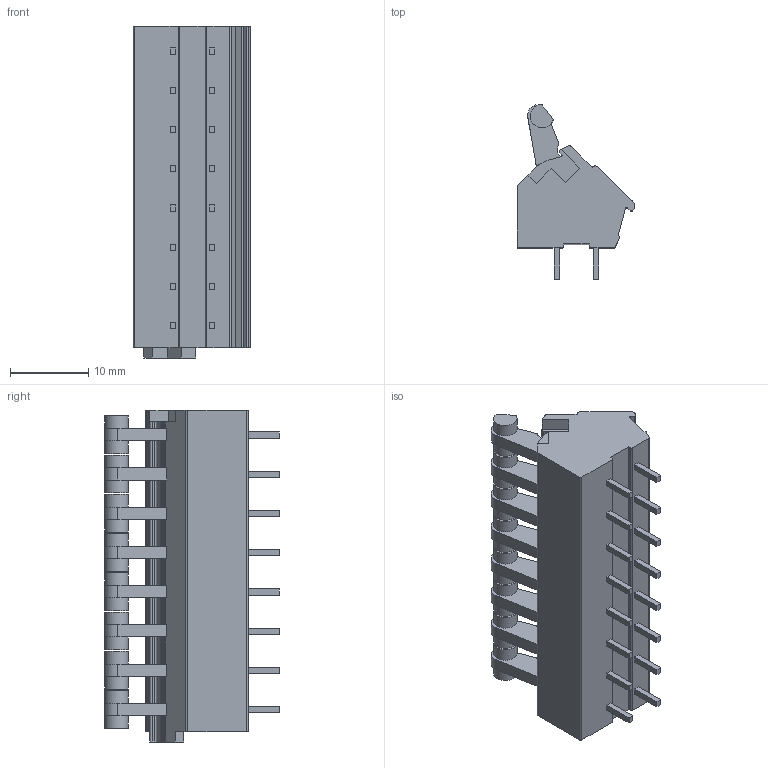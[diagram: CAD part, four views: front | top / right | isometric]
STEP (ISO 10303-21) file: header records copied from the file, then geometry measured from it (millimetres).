
FILE_DESCRIPTION((''),'2;1');
FILE_NAME('PRT0001','2024-10-15T09:58:59',('tluser'),(''),'CREO PARAMETRIC BY PTC INC, 2018100','CREO PARAMETRIC BY PTC INC, 2018100','');
FILE_SCHEMA(('CONFIG_CONTROL_DESIGN'));
Length unit declared in the file: millimetre
Products named in the file (1): PRT0001
Bounding box: 15 x 22.27 x 42.3 mm (x, y, z)
Volume: 5629.1 mm3; surface area: 3682.2 mm2
Topology: 1 solids, 1 shells, 624 faces, 1578 edges, 980 vertices
Faces by surface type: plane 289, cylinder 255, bspline 40, sphere 16, torus 16, cone 8
Entity records: 22002 total; most frequent: CARTESIAN_POINT 7110, ORIENTED_EDGE 3156, DIRECTION 3032, EDGE_CURVE 1578, AXIS2_PLACEMENT_3D 1014, VECTOR 1004, LINE 1004, VERTEX_POINT 980
